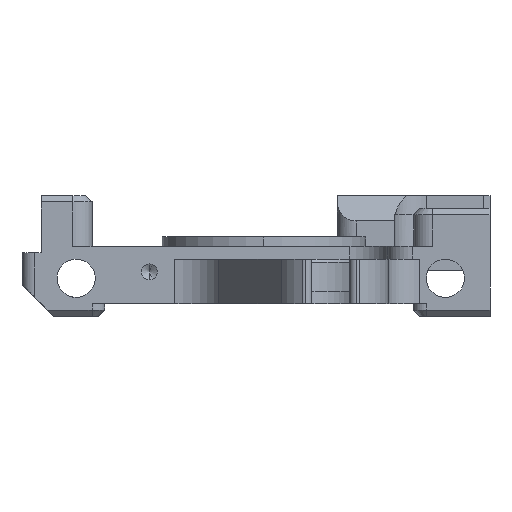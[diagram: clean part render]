
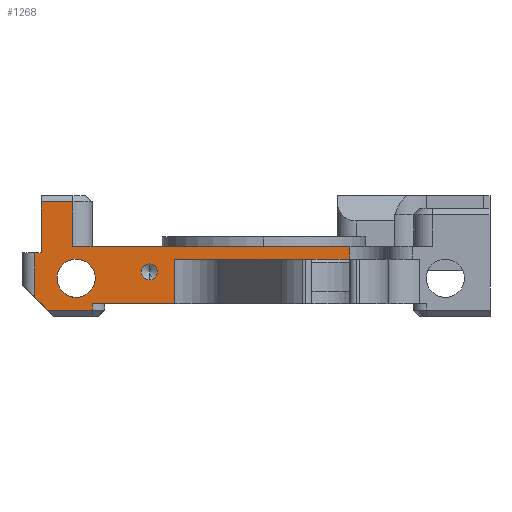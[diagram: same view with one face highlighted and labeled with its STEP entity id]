
A CAD part, left-side view. The second image highlights one B-rep face of the part: STEP entity #1268.
In plain terms, the highlighted planar face has unit normal (-1, 0, 0).
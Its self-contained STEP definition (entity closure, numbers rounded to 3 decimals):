
#95 = VECTOR ( 'NONE', #8729, 1000. ) ;
#182 = DIRECTION ( 'NONE',  ( 0., 0.707, 0.707 ) ) ;
#224 = VERTEX_POINT ( 'NONE', #5969 ) ;
#263 = LINE ( 'NONE', #5809, #4299 ) ;
#280 = ORIENTED_EDGE ( 'NONE', *, *, #3786, .F. ) ;
#282 = DIRECTION ( 'NONE',  ( 0., 0., -1. ) ) ;
#353 = CARTESIAN_POINT ( 'NONE',  ( -30.5, 34., -39. ) ) ;
#379 = DIRECTION ( 'NONE',  ( 0., 1., 0. ) ) ;
#412 = CARTESIAN_POINT ( 'NONE',  ( -30.5, -13.5, -29. ) ) ;
#528 = CARTESIAN_POINT ( 'NONE',  ( -30.5, 29.5, -37. ) ) ;
#564 = EDGE_CURVE ( 'NONE', #8117, #5242, #867, .T. ) ;
#572 = CARTESIAN_POINT ( 'NONE',  ( -30.5, 27., -29. ) ) ;
#591 = DIRECTION ( 'NONE',  ( 0., 0., -1. ) ) ;
#617 = EDGE_CURVE ( 'NONE', #8358, #224, #5870, .T. ) ;
#656 = LINE ( 'NONE', #572, #4855 ) ;
#683 = FACE_BOUND ( 'NONE', #1161, .T. ) ;
#696 = VERTEX_POINT ( 'NONE', #7411 ) ;
#867 = LINE ( 'NONE', #4482, #2441 ) ;
#909 = CARTESIAN_POINT ( 'NONE',  ( -30.5, 33., -40. ) ) ;
#937 = ORIENTED_EDGE ( 'NONE', *, *, #6437, .F. ) ;
#944 = DIRECTION ( 'NONE',  ( 0., 1., 0. ) ) ;
#1001 = ORIENTED_EDGE ( 'NONE', *, *, #7096, .T. ) ;
#1045 = EDGE_CURVE ( 'NONE', #3534, #5085, #8557, .T. ) ;
#1066 = CARTESIAN_POINT ( 'NONE',  ( -30.5, 14.037, -31. ) ) ;
#1157 = EDGE_CURVE ( 'NONE', #7972, #1905, #4202, .T. ) ;
#1161 = EDGE_LOOP ( 'NONE', ( #1946, #7678 ) ) ;
#1205 = EDGE_CURVE ( 'NONE', #1909, #696, #4492, .T. ) ;
#1268 = ADVANCED_FACE ( 'NONE', ( #5595, #683, #2696 ), #7582, .F. ) ;
#1318 = DIRECTION ( 'NONE',  ( 1., 0., 0. ) ) ;
#1397 = CARTESIAN_POINT ( 'NONE',  ( -30.5, 29.5, -34. ) ) ;
#1416 = ORIENTED_EDGE ( 'NONE', *, *, #564, .F. ) ;
#1641 = CARTESIAN_POINT ( 'NONE',  ( -30.5, 18., -33. ) ) ;
#1772 = LINE ( 'NONE', #1815, #6752 ) ;
#1815 = CARTESIAN_POINT ( 'NONE',  ( -30.5, 38., -39. ) ) ;
#1905 = VERTEX_POINT ( 'NONE', #528 ) ;
#1909 = VERTEX_POINT ( 'NONE', #8793 ) ;
#1946 = ORIENTED_EDGE ( 'NONE', *, *, #1157, .F. ) ;
#2218 = VECTOR ( 'NONE', #5657, 1000. ) ;
#2290 = LINE ( 'NONE', #4975, #2218 ) ;
#2302 = AXIS2_PLACEMENT_3D ( 'NONE', #6604, #3164, #379 ) ;
#2315 = EDGE_LOOP ( 'NONE', ( #2993, #3521, #1416, #6698, #937, #7139, #6346, #3945, #280, #2396, #1001, #7839, #7446 ) ) ;
#2347 = CARTESIAN_POINT ( 'NONE',  ( -30.5, 35., -21. ) ) ;
#2368 = EDGE_CURVE ( 'NONE', #7355, #6088, #5476, .T. ) ;
#2396 = ORIENTED_EDGE ( 'NONE', *, *, #2368, .F. ) ;
#2397 = CIRCLE ( 'NONE', #3278, 1.25 ) ;
#2441 = VECTOR ( 'NONE', #282, 1000. ) ;
#2591 = VECTOR ( 'NONE', #182, 1000. ) ;
#2611 = EDGE_CURVE ( 'NONE', #696, #1909, #2397, .T. ) ;
#2617 = CARTESIAN_POINT ( 'NONE',  ( -30.5, 30., -22. ) ) ;
#2696 = FACE_OUTER_BOUND ( 'NONE', #2315, .T. ) ;
#2729 = ORIENTED_EDGE ( 'NONE', *, *, #1205, .T. ) ;
#2834 = AXIS2_PLACEMENT_3D ( 'NONE', #1397, #4863, #4185 ) ;
#2890 = AXIS2_PLACEMENT_3D ( 'NONE', #4017, #1318, #4792 ) ;
#2993 = ORIENTED_EDGE ( 'NONE', *, *, #617, .F. ) ;
#3001 = DIRECTION ( 'NONE',  ( 0., -1., 0. ) ) ;
#3071 = CARTESIAN_POINT ( 'NONE',  ( -30.5, 14.037, -40. ) ) ;
#3115 = CARTESIAN_POINT ( 'NONE',  ( -30.5, 36., -30. ) ) ;
#3164 = DIRECTION ( 'NONE',  ( -1., 0., 0. ) ) ;
#3278 = AXIS2_PLACEMENT_3D ( 'NONE', #1641, #5201, #5869 ) ;
#3302 = VECTOR ( 'NONE', #3001, 1000. ) ;
#3304 = CARTESIAN_POINT ( 'NONE',  ( -30.5, 30., -29. ) ) ;
#3422 = DIRECTION ( 'NONE',  ( 0., 0., 1. ) ) ;
#3430 = DIRECTION ( 'NONE',  ( 0., -1., 0. ) ) ;
#3468 = AXIS2_PLACEMENT_3D ( 'NONE', #4828, #5466, #591 ) ;
#3477 = CARTESIAN_POINT ( 'NONE',  ( -30.5, 35., -30. ) ) ;
#3521 = ORIENTED_EDGE ( 'NONE', *, *, #5230, .F. ) ;
#3534 = VERTEX_POINT ( 'NONE', #1066 ) ;
#3535 = LINE ( 'NONE', #2347, #7609 ) ;
#3555 = CARTESIAN_POINT ( 'NONE',  ( -30.5, -13.5, -31. ) ) ;
#3683 = EDGE_CURVE ( 'NONE', #5085, #4263, #5071, .T. ) ;
#3759 = VECTOR ( 'NONE', #3430, 1000. ) ;
#3786 = EDGE_CURVE ( 'NONE', #6088, #6125, #2290, .T. ) ;
#3828 = CARTESIAN_POINT ( 'NONE',  ( -30.5, 27., -39. ) ) ;
#3938 = EDGE_LOOP ( 'NONE', ( #2729, #8548 ) ) ;
#3945 = ORIENTED_EDGE ( 'NONE', *, *, #7341, .T. ) ;
#3991 = EDGE_CURVE ( 'NONE', #224, #7621, #6136, .T. ) ;
#4017 = CARTESIAN_POINT ( 'NONE',  ( -30.5, 38., -40. ) ) ;
#4123 = CARTESIAN_POINT ( 'NONE',  ( -30.5, 35., -22. ) ) ;
#4185 = DIRECTION ( 'NONE',  ( 0., 1., 0. ) ) ;
#4202 = CIRCLE ( 'NONE', #2302, 3. ) ;
#4263 = VERTEX_POINT ( 'NONE', #412 ) ;
#4299 = VECTOR ( 'NONE', #944, 1000. ) ;
#4345 = CARTESIAN_POINT ( 'NONE',  ( -30.5, -13.5, -31. ) ) ;
#4408 = LINE ( 'NONE', #5047, #3302 ) ;
#4482 = CARTESIAN_POINT ( 'NONE',  ( -30.5, 27., -40. ) ) ;
#4492 = CIRCLE ( 'NONE', #3468, 1.25 ) ;
#4653 = CARTESIAN_POINT ( 'NONE',  ( -30.5, 36., -40. ) ) ;
#4792 = DIRECTION ( 'NONE',  ( 0., 1., 0. ) ) ;
#4828 = CARTESIAN_POINT ( 'NONE',  ( -30.5, 18., -33. ) ) ;
#4846 = CARTESIAN_POINT ( 'NONE',  ( -30.5, 30., -22. ) ) ;
#4855 = VECTOR ( 'NONE', #7525, 1000. ) ;
#4863 = DIRECTION ( 'NONE',  ( -1., 0., 0. ) ) ;
#4960 = VERTEX_POINT ( 'NONE', #3477 ) ;
#4975 = CARTESIAN_POINT ( 'NONE',  ( -30.5, 30., -40. ) ) ;
#5047 = CARTESIAN_POINT ( 'NONE',  ( -30.5, 38., -38. ) ) ;
#5071 = LINE ( 'NONE', #4345, #7724 ) ;
#5073 = LINE ( 'NONE', #3071, #95 ) ;
#5085 = VERTEX_POINT ( 'NONE', #3555 ) ;
#5114 = DIRECTION ( 'NONE',  ( 0., -1., 0. ) ) ;
#5201 = DIRECTION ( 'NONE',  ( 1., 0., 0. ) ) ;
#5230 = EDGE_CURVE ( 'NONE', #5242, #8358, #1772, .T. ) ;
#5242 = VERTEX_POINT ( 'NONE', #3828 ) ;
#5441 = EDGE_CURVE ( 'NONE', #4960, #7621, #263, .T. ) ;
#5466 = DIRECTION ( 'NONE',  ( 1., 0., 0. ) ) ;
#5476 = LINE ( 'NONE', #2617, #3759 ) ;
#5595 = FACE_BOUND ( 'NONE', #3938, .T. ) ;
#5657 = DIRECTION ( 'NONE',  ( 0., 0., -1. ) ) ;
#5661 = VERTEX_POINT ( 'NONE', #6938 ) ;
#5671 = DIRECTION ( 'NONE',  ( 0., 0., -1. ) ) ;
#5809 = CARTESIAN_POINT ( 'NONE',  ( -30.5, 35., -30. ) ) ;
#5862 = DIRECTION ( 'NONE',  ( 0., 1., 0. ) ) ;
#5869 = DIRECTION ( 'NONE',  ( 0., 0., -1. ) ) ;
#5870 = LINE ( 'NONE', #909, #2591 ) ;
#5969 = CARTESIAN_POINT ( 'NONE',  ( -30.5, 36., -37. ) ) ;
#6088 = VERTEX_POINT ( 'NONE', #4846 ) ;
#6125 = VERTEX_POINT ( 'NONE', #3304 ) ;
#6136 = LINE ( 'NONE', #4653, #8166 ) ;
#6346 = ORIENTED_EDGE ( 'NONE', *, *, #3683, .T. ) ;
#6437 = EDGE_CURVE ( 'NONE', #3534, #5661, #5073, .T. ) ;
#6469 = CARTESIAN_POINT ( 'NONE',  ( -30.5, 9.419, -31. ) ) ;
#6604 = CARTESIAN_POINT ( 'NONE',  ( -30.5, 29.5, -34. ) ) ;
#6698 = ORIENTED_EDGE ( 'NONE', *, *, #6709, .T. ) ;
#6709 = EDGE_CURVE ( 'NONE', #8117, #5661, #4408, .T. ) ;
#6752 = VECTOR ( 'NONE', #5862, 1000. ) ;
#6790 = VECTOR ( 'NONE', #5114, 1000. ) ;
#6930 = EDGE_CURVE ( 'NONE', #1905, #7972, #7025, .T. ) ;
#6938 = CARTESIAN_POINT ( 'NONE',  ( -30.5, 14.037, -38. ) ) ;
#7025 = CIRCLE ( 'NONE', #2834, 3. ) ;
#7096 = EDGE_CURVE ( 'NONE', #7355, #4960, #3535, .T. ) ;
#7139 = ORIENTED_EDGE ( 'NONE', *, *, #1045, .T. ) ;
#7341 = EDGE_CURVE ( 'NONE', #4263, #6125, #656, .T. ) ;
#7355 = VERTEX_POINT ( 'NONE', #4123 ) ;
#7411 = CARTESIAN_POINT ( 'NONE',  ( -30.5, 18., -31.75 ) ) ;
#7446 = ORIENTED_EDGE ( 'NONE', *, *, #3991, .F. ) ;
#7525 = DIRECTION ( 'NONE',  ( 0., 1., 0. ) ) ;
#7582 = PLANE ( 'NONE',  #2890 ) ;
#7609 = VECTOR ( 'NONE', #5671, 1000. ) ;
#7621 = VERTEX_POINT ( 'NONE', #3115 ) ;
#7646 = DIRECTION ( 'NONE',  ( 0., 0., 1. ) ) ;
#7678 = ORIENTED_EDGE ( 'NONE', *, *, #6930, .F. ) ;
#7724 = VECTOR ( 'NONE', #7646, 1000. ) ;
#7839 = ORIENTED_EDGE ( 'NONE', *, *, #5441, .T. ) ;
#7972 = VERTEX_POINT ( 'NONE', #8545 ) ;
#8117 = VERTEX_POINT ( 'NONE', #8229 ) ;
#8166 = VECTOR ( 'NONE', #3422, 1000. ) ;
#8229 = CARTESIAN_POINT ( 'NONE',  ( -30.5, 27., -38. ) ) ;
#8358 = VERTEX_POINT ( 'NONE', #353 ) ;
#8545 = CARTESIAN_POINT ( 'NONE',  ( -30.5, 29.5, -31. ) ) ;
#8548 = ORIENTED_EDGE ( 'NONE', *, *, #2611, .T. ) ;
#8557 = LINE ( 'NONE', #6469, #6790 ) ;
#8729 = DIRECTION ( 'NONE',  ( 0., 0., -1. ) ) ;
#8793 = CARTESIAN_POINT ( 'NONE',  ( -30.5, 18., -34.25 ) ) ;
